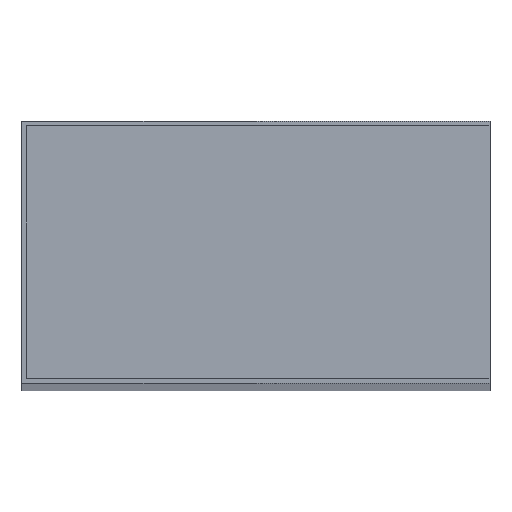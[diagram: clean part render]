
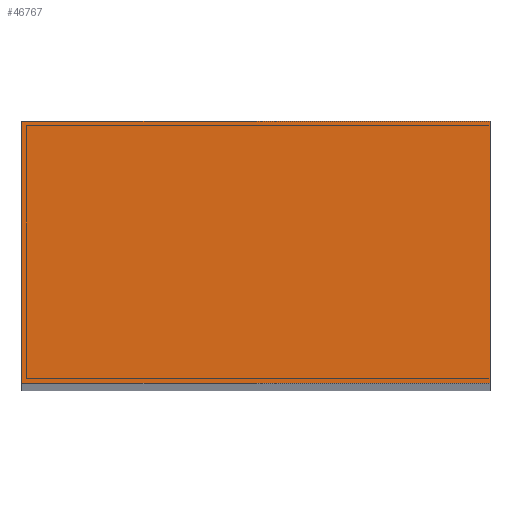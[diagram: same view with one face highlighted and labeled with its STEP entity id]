
A CAD part, top view. The second image highlights one B-rep face of the part: STEP entity #46767.
In plain terms, the highlighted planar face has unit normal (0, 0, 1).
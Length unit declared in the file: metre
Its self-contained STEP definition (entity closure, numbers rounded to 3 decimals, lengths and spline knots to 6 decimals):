
#37=DIRECTION('',(1.,0.,0.));
#38=VECTOR('',#37,50.);
#39=CARTESIAN_POINT('',(0.,50.,480.5));
#40=LINE('',#39,#38);
#16753=DIRECTION('',(0.,-1.,0.));
#16754=VECTOR('',#16753,28.);
#16755=CARTESIAN_POINT('',(50.,50.,480.5));
#16756=LINE('',#16755,#16754);
#16757=DIRECTION('',(1.,0.,0.));
#16758=VECTOR('',#16757,50.);
#16759=CARTESIAN_POINT('',(0.,22.,480.5));
#16760=LINE('',#16759,#16758);
#16761=DIRECTION('',(0.,1.,0.));
#16762=VECTOR('',#16761,28.);
#16763=CARTESIAN_POINT('',(0.,22.,480.5));
#16764=LINE('',#16763,#16762);
#16773=CARTESIAN_POINT('',(0.,50.,480.5));
#16774=CARTESIAN_POINT('',(50.,50.,480.5));
#16775=VERTEX_POINT('',#16773);
#16776=VERTEX_POINT('',#16774);
#16785=CARTESIAN_POINT('',(50.,22.,480.5));
#16786=VERTEX_POINT('',#16785);
#16787=CARTESIAN_POINT('',(0.,22.,480.5));
#16788=VERTEX_POINT('',#16787);
#46756=CARTESIAN_POINT('',(0.,22.5,480.5));
#46757=DIRECTION('',(0.,0.,1.));
#46758=DIRECTION('',(0.,1.,0.));
#46759=AXIS2_PLACEMENT_3D('',#46756,#46757,#46758);
#46760=PLANE('',#46759);
#46761=ORIENTED_EDGE('',*,*,#22431,.T.);
#46762=ORIENTED_EDGE('',*,*,#22385,.F.);
#46763=ORIENTED_EDGE('',*,*,#22401,.T.);
#46764=ORIENTED_EDGE('',*,*,#22413,.T.);
#46765=EDGE_LOOP('',(#46761,#46762,#46763,#46764));
#46766=FACE_OUTER_BOUND('',#46765,.F.);
#46767=ADVANCED_FACE('',(#46766),#46760,.T.);
#22385=EDGE_CURVE('',#16788,#16786,#16760,.T.);
#22401=EDGE_CURVE('',#16788,#16775,#16764,.T.);
#22413=EDGE_CURVE('',#16775,#16776,#40,.T.);
#22431=EDGE_CURVE('',#16776,#16786,#16756,.T.);
